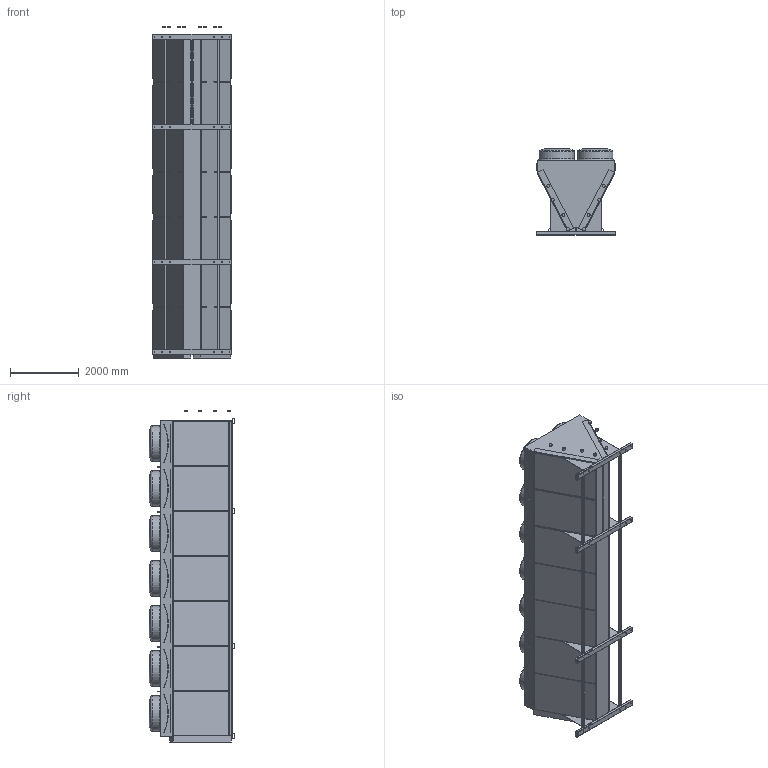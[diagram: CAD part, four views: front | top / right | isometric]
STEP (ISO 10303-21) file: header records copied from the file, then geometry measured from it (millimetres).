
FILE_DESCRIPTION (( 'STEP AP203' ), '1' );
FILE_NAME ('ANV7M_3R_4I4O.STEP', '2018-10-08T13:55:17', ( 'Alfa Laval' ), ( 'Alfa Laval' ), 'SwSTEP 2.0', 'SolidWorks 2016', '' );
FILE_SCHEMA (( 'CONFIG_CONTROL_DESIGN' ));
Length unit declared in the file: millimetre
Products named in the file (6): AVII_FINPACK_1MOD_4012_5R; AVII_Simplify Connection for CAD Drawing; V-TYPE2_POSCOL CONDENSER_Cond_NH3_ANV2TC_3R4I4O; ANV7M_3R_4I4O; V-TYPE2_LIGHT_BODY_7MOD-SS; AV2_BOTTOM COVER PLATE_BOTTOM COVER PLATE 2MOD.
Assembly tree (14 placements, depth 3):
  ANV7M_3R_4I4O
    V-TYPE2_LIGHT_BODY_7MOD-SS
    V-TYPE2_POSCOL CONDENSER_Cond_NH3_ANV2TC_3R4I4O
      AV2_BOTTOM COVER PLATE_BOTTOM COVER PLATE 2MOD.  x2
      AVII_FINPACK_1MOD_4012_5R  x2
      AVII_Simplify Connection for CAD Drawing  x8
Bounding box: 2280.43 x 2494.62 x 9672.51 mm (x, y, z)
Volume: 34743168877.9 mm3; surface area: 144503531.1 mm2
Topology: 19 solids, 19 shells, 2036 faces, 5054 edges, 3186 vertices
Faces by surface type: cylinder 966, plane 702, torus 210, sphere 112, bspline 32, cone 14
Full cylindrical faces by diameter (mm): 1 x56, 7 x114, 8 x44, 20 x48, 40 x8, 85 x8, 100 x14, 1032 x14
Entity records: 52458 total; most frequent: CARTESIAN_POINT 9570, DIRECTION 9540, ORIENTED_EDGE 7764, AXIS2_PLACEMENT_3D 3950, EDGE_CURVE 3882, VERTEX_POINT 2636, EDGE_LOOP 2586, CIRCLE 2178
